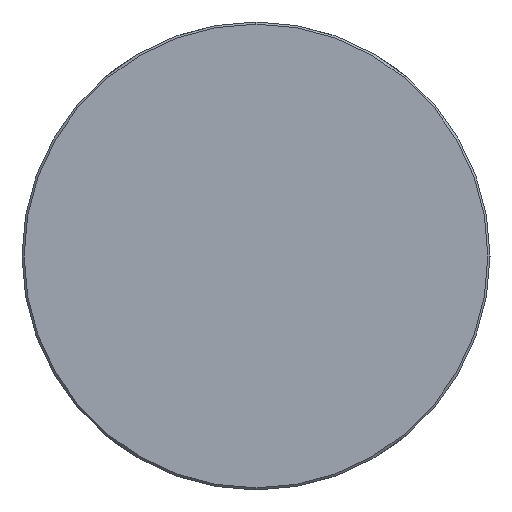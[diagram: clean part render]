
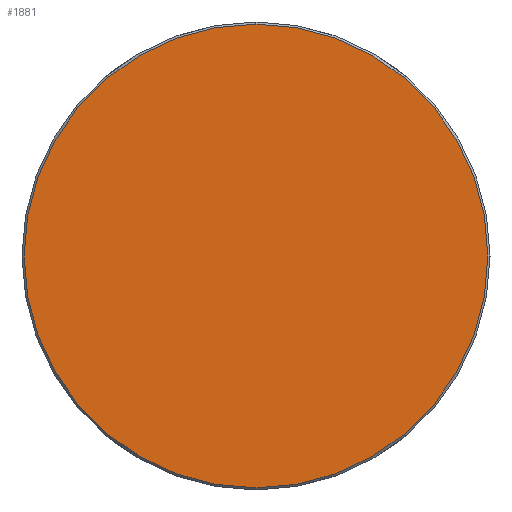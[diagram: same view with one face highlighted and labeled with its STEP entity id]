
A CAD part, left-side view. The second image highlights one B-rep face of the part: STEP entity #1881.
In plain terms, the highlighted planar face has unit normal (-1, 0, 0).
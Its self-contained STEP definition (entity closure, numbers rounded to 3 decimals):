
#40 = AXIS2_PLACEMENT_3D ( 'NONE', #913, #1412, #411 ) ;
#219 = CIRCLE ( 'NONE', #679, 54.5 ) ;
#270 = CARTESIAN_POINT ( 'NONE',  ( -107.8, 55.154, -55.154 ) ) ;
#286 = PLANE ( 'NONE',  #1931 ) ;
#411 = DIRECTION ( 'NONE',  ( 0., 0., -1. ) ) ;
#427 = DIRECTION ( 'NONE',  ( -1., 0., 0. ) ) ;
#461 = DIRECTION ( 'NONE',  ( 0., 0., -1. ) ) ;
#612 = DIRECTION ( 'NONE',  ( 0., -1., 0. ) ) ;
#679 = AXIS2_PLACEMENT_3D ( 'NONE', #693, #2133, #461 ) ;
#693 = CARTESIAN_POINT ( 'NONE',  ( -107.8, 0., 0. ) ) ;
#792 = FACE_OUTER_BOUND ( 'NONE', #1896, .T. ) ;
#913 = CARTESIAN_POINT ( 'NONE',  ( -107.8, 0., 0. ) ) ;
#1157 = VERTEX_POINT ( 'NONE', #1484 ) ;
#1172 = EDGE_CURVE ( 'NONE', #1714, #1157, #219, .T. ) ;
#1293 = ORIENTED_EDGE ( 'NONE', *, *, #1532, .T. ) ;
#1412 = DIRECTION ( 'NONE',  ( -1., 0., 0. ) ) ;
#1479 = ORIENTED_EDGE ( 'NONE', *, *, #1172, .T. ) ;
#1484 = CARTESIAN_POINT ( 'NONE',  ( -107.8, 0., 54.5 ) ) ;
#1532 = EDGE_CURVE ( 'NONE', #1157, #1714, #2005, .T. ) ;
#1714 = VERTEX_POINT ( 'NONE', #1753 ) ;
#1753 = CARTESIAN_POINT ( 'NONE',  ( -107.8, 0., -54.5 ) ) ;
#1881 = ADVANCED_FACE ( 'NONE', ( #792 ), #286, .T. ) ;
#1896 = EDGE_LOOP ( 'NONE', ( #1479, #1293 ) ) ;
#1931 = AXIS2_PLACEMENT_3D ( 'NONE', #270, #427, #612 ) ;
#2005 = CIRCLE ( 'NONE', #40, 54.5 ) ;
#2133 = DIRECTION ( 'NONE',  ( -1., 0., 0. ) ) ;
